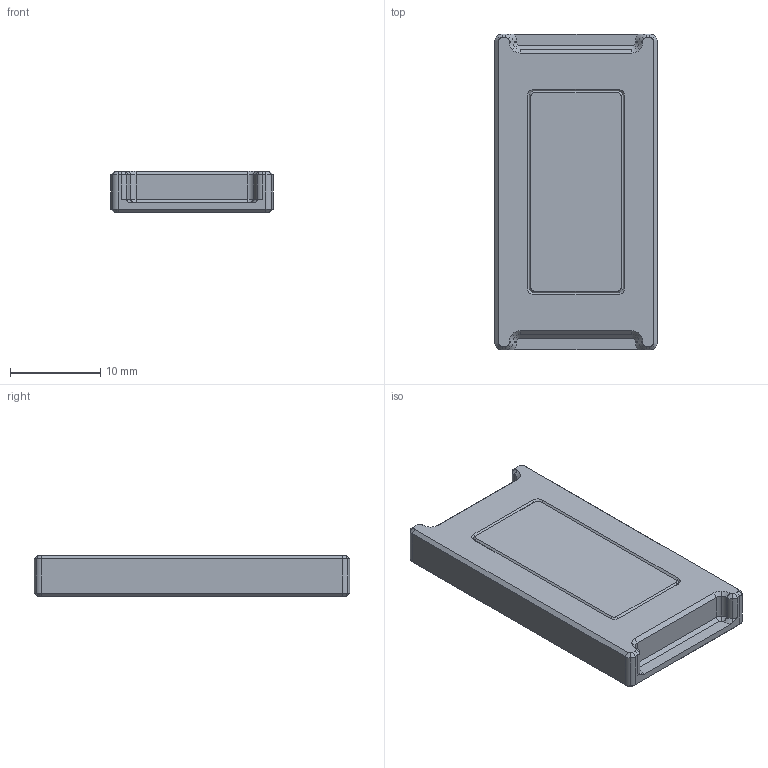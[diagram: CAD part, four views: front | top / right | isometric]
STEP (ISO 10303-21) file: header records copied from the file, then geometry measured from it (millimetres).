
FILE_DESCRIPTION (( 'STEP AP214' ), '1' );
FILE_NAME ('VHB DIN Mount.STEP', '2023-06-06T19:02:10', ( '' ), ( '' ), 'SwSTEP 2.0', 'SolidWorks 2020', '' );
FILE_SCHEMA (( 'AUTOMOTIVE_DESIGN' ));
Length unit declared in the file: millimetre
Products named in the file (1): VHB DIN Mount
Bounding box: 18 x 35 x 4.6 mm (x, y, z)
Volume: 2687.1 mm3; surface area: 1734.1 mm2
Topology: 1 solids, 1 shells, 152 faces, 350 edges, 204 vertices
Faces by surface type: plane 72, cone 56, cylinder 24
Entity records: 4220 total; most frequent: DIRECTION 752, CARTESIAN_POINT 723, ORIENTED_EDGE 700, EDGE_CURVE 350, AXIS2_PLACEMENT_3D 257, VECTOR 238, LINE 238, VERTEX_POINT 204
